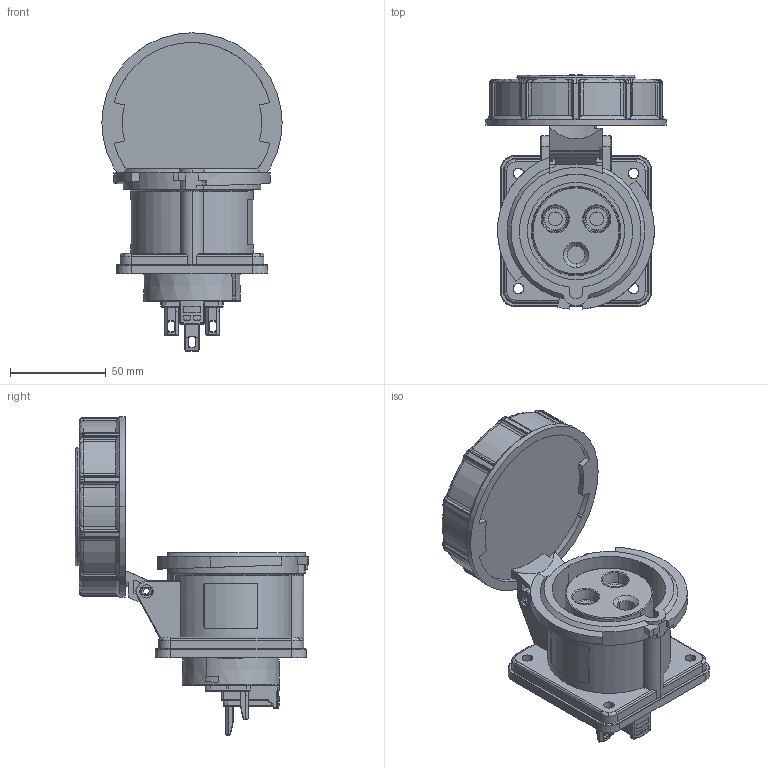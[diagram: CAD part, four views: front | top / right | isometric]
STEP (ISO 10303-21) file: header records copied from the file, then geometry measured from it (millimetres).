
FILE_DESCRIPTION (( 'STEP AP203' ), '1' );
FILE_NAME ('BRY330R6W.step', '2022-08-17T20:01:19', ( '' ), ( '' ), 'SwSTEP 2.0', 'SolidWorks 2021', '' );
FILE_SCHEMA (( 'CONFIG_CONTROL_DESIGN' ));
Length unit declared in the file: millimetre
Products named in the file (1): BRY330R6W
Bounding box: 94 x 121.95 x 166 mm (x, y, z)
Volume: 345662.7 mm3; surface area: 80508.7 mm2
Topology: 2 solids, 2 shells, 1617 faces, 4221 edges, 2628 vertices
Faces by surface type: cylinder 540, plane 514, bspline 315, torus 122, cone 110, sphere 16
Entity records: 56905 total; most frequent: CARTESIAN_POINT 20378, ORIENTED_EDGE 8334, DIRECTION 6506, EDGE_CURVE 4167, VERTEX_POINT 2628, AXIS2_PLACEMENT_3D 2303, LINE 1900, VECTOR 1900
